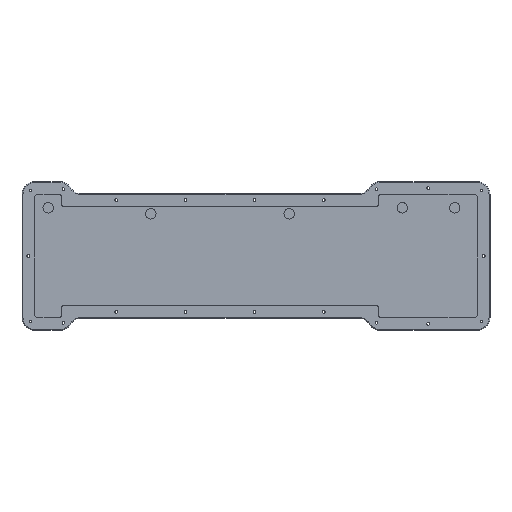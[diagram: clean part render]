
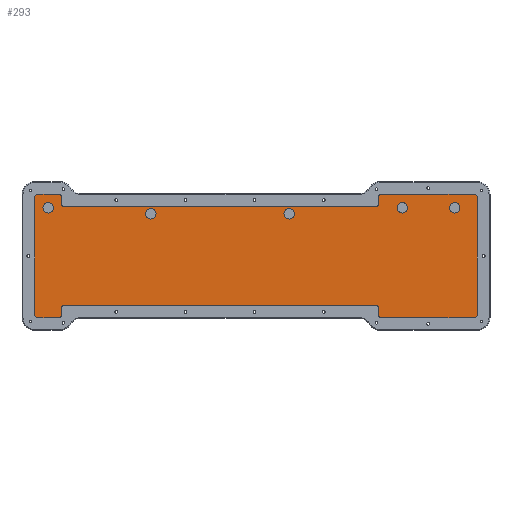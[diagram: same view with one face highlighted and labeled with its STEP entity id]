
A CAD part, top view. The second image highlights one B-rep face of the part: STEP entity #293.
In plain terms, the highlighted planar face has unit normal (0, 0, 1).
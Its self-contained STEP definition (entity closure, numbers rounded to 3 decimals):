
#27=CARTESIAN_POINT('',(0.,-0.,-6.));
#28=DIRECTION('',(0.,0.,1.));
#29=DIRECTION('',(1.,0.,0.));
#30=AXIS2_PLACEMENT_3D('',#27,#28,#29);
#31=PLANE('',#30);
#32=CARTESIAN_POINT('',(-50.755,33.328,-6.));
#33=VERTEX_POINT('',#32);
#34=CARTESIAN_POINT('',(-54.88,33.328,-6.));
#35=DIRECTION('',(0.,0.,1.));
#36=DIRECTION('',(1.,0.,-0.));
#37=AXIS2_PLACEMENT_3D('',#34,#35,#36);
#38=CIRCLE('',#37,4.125);
#39=EDGE_CURVE('',#33,#33,#38,.T.);
#40=ORIENTED_EDGE('',*,*,#39,.F.);
#41=EDGE_LOOP('',(#40));
#42=FACE_BOUND('',#41,.T.);
#43=CARTESIAN_POINT('',(59.005,33.328,-6.));
#44=VERTEX_POINT('',#43);
#45=CARTESIAN_POINT('',(54.88,33.328,-6.));
#46=DIRECTION('',(0.,0.,1.));
#47=DIRECTION('',(1.,0.,-0.));
#48=AXIS2_PLACEMENT_3D('',#45,#46,#47);
#49=CIRCLE('',#48,4.125);
#50=EDGE_CURVE('',#44,#44,#49,.T.);
#51=ORIENTED_EDGE('',*,*,#50,.F.);
#52=EDGE_LOOP('',(#51));
#53=FACE_BOUND('',#52,.T.);
#54=CARTESIAN_POINT('',(148.827,38.09,-6.));
#55=VERTEX_POINT('',#54);
#56=CARTESIAN_POINT('',(144.702,38.09,-6.));
#57=DIRECTION('',(0.,0.,1.));
#58=DIRECTION('',(1.,0.,-0.));
#59=AXIS2_PLACEMENT_3D('',#56,#57,#58);
#60=CIRCLE('',#59,4.125);
#61=EDGE_CURVE('',#55,#55,#60,.T.);
#62=ORIENTED_EDGE('',*,*,#61,.F.);
#63=EDGE_LOOP('',(#62));
#64=FACE_BOUND('',#63,.T.);
#65=CARTESIAN_POINT('',(190.441,38.09,-6.));
#66=VERTEX_POINT('',#65);
#67=CARTESIAN_POINT('',(186.316,38.09,-6.));
#68=DIRECTION('',(0.,0.,1.));
#69=DIRECTION('',(1.,0.,-0.));
#70=AXIS2_PLACEMENT_3D('',#67,#68,#69);
#71=CIRCLE('',#70,4.125);
#72=EDGE_CURVE('',#66,#66,#71,.T.);
#73=ORIENTED_EDGE('',*,*,#72,.F.);
#74=EDGE_LOOP('',(#73));
#75=FACE_BOUND('',#74,.T.);
#76=CARTESIAN_POINT('',(-132.2,38.09,-6.));
#77=VERTEX_POINT('',#76);
#78=CARTESIAN_POINT('',(-136.325,38.09,-6.));
#79=DIRECTION('',(0.,0.,1.));
#80=DIRECTION('',(1.,0.,-0.));
#81=AXIS2_PLACEMENT_3D('',#78,#79,#80);
#82=CIRCLE('',#81,4.125);
#83=EDGE_CURVE('',#77,#77,#82,.T.);
#84=ORIENTED_EDGE('',*,*,#83,.F.);
#85=EDGE_LOOP('',(#84));
#86=FACE_BOUND('',#85,.T.);
#87=CARTESIAN_POINT('',(204.25,-46.522,-6.));
#88=VERTEX_POINT('',#87);
#89=CARTESIAN_POINT('',(204.25,46.228,-6.));
#90=VERTEX_POINT('',#89);
#91=CARTESIAN_POINT('',(204.25,-46.522,-6.));
#92=DIRECTION('',(0.,1.,0.));
#93=VECTOR('',#92,92.75);
#94=LINE('',#91,#93);
#95=EDGE_CURVE('',#88,#90,#94,.T.);
#96=ORIENTED_EDGE('',*,*,#95,.T.);
#97=CARTESIAN_POINT('',(201.75,48.728,-6.));
#98=VERTEX_POINT('',#97);
#99=CARTESIAN_POINT('',(201.75,46.228,-6.));
#100=DIRECTION('',(0.,0.,1.));
#101=DIRECTION('',(1.,0.,-0.));
#102=AXIS2_PLACEMENT_3D('',#99,#100,#101);
#103=CIRCLE('',#102,2.5);
#104=EDGE_CURVE('',#90,#98,#103,.T.);
#105=ORIENTED_EDGE('',*,*,#104,.T.);
#106=CARTESIAN_POINT('',(128.05,48.728,-6.));
#107=VERTEX_POINT('',#106);
#108=CARTESIAN_POINT('',(201.75,48.728,-6.));
#109=DIRECTION('',(-1.,0.,0.));
#110=VECTOR('',#109,73.7);
#111=LINE('',#108,#110);
#112=EDGE_CURVE('',#98,#107,#111,.T.);
#113=ORIENTED_EDGE('',*,*,#112,.T.);
#114=CARTESIAN_POINT('',(125.55,46.228,-6.));
#115=VERTEX_POINT('',#114);
#116=CARTESIAN_POINT('',(128.05,46.228,-6.));
#117=DIRECTION('',(0.,0.,1.));
#118=DIRECTION('',(1.,0.,-0.));
#119=AXIS2_PLACEMENT_3D('',#116,#117,#118);
#120=CIRCLE('',#119,2.5);
#121=EDGE_CURVE('',#107,#115,#120,.T.);
#122=ORIENTED_EDGE('',*,*,#121,.T.);
#123=CARTESIAN_POINT('',(125.55,40.453,-6.));
#124=VERTEX_POINT('',#123);
#125=CARTESIAN_POINT('',(125.55,46.228,-6.));
#126=DIRECTION('',(0.,-1.,0.));
#127=VECTOR('',#126,5.775);
#128=LINE('',#125,#127);
#129=EDGE_CURVE('',#115,#124,#128,.T.);
#130=ORIENTED_EDGE('',*,*,#129,.T.);
#131=CARTESIAN_POINT('',(124.3,39.203,-6.));
#132=VERTEX_POINT('',#131);
#133=CARTESIAN_POINT('',(124.3,40.453,-6.));
#134=DIRECTION('',(-0.,-0.,-1.));
#135=DIRECTION('',(1.,0.,-0.));
#136=AXIS2_PLACEMENT_3D('',#133,#134,#135);
#137=CIRCLE('',#136,1.25);
#138=EDGE_CURVE('',#124,#132,#137,.T.);
#139=ORIENTED_EDGE('',*,*,#138,.T.);
#140=CARTESIAN_POINT('',(-124.3,39.203,-6.));
#141=VERTEX_POINT('',#140);
#142=CARTESIAN_POINT('',(124.3,39.203,-6.));
#143=DIRECTION('',(-1.,0.,0.));
#144=VECTOR('',#143,248.6);
#145=LINE('',#142,#144);
#146=EDGE_CURVE('',#132,#141,#145,.T.);
#147=ORIENTED_EDGE('',*,*,#146,.T.);
#148=CARTESIAN_POINT('',(-125.55,40.453,-6.));
#149=VERTEX_POINT('',#148);
#150=CARTESIAN_POINT('',(-124.3,40.453,-6.));
#151=DIRECTION('',(-0.,-0.,-1.));
#152=DIRECTION('',(1.,0.,-0.));
#153=AXIS2_PLACEMENT_3D('',#150,#151,#152);
#154=CIRCLE('',#153,1.25);
#155=EDGE_CURVE('',#141,#149,#154,.T.);
#156=ORIENTED_EDGE('',*,*,#155,.T.);
#157=CARTESIAN_POINT('',(-125.55,46.228,-6.));
#158=VERTEX_POINT('',#157);
#159=CARTESIAN_POINT('',(-125.55,40.453,-6.));
#160=DIRECTION('',(0.,1.,0.));
#161=VECTOR('',#160,5.775);
#162=LINE('',#159,#161);
#163=EDGE_CURVE('',#149,#158,#162,.T.);
#164=ORIENTED_EDGE('',*,*,#163,.T.);
#165=CARTESIAN_POINT('',(-128.05,48.728,-6.));
#166=VERTEX_POINT('',#165);
#167=CARTESIAN_POINT('',(-128.05,46.228,-6.));
#168=DIRECTION('',(0.,0.,1.));
#169=DIRECTION('',(1.,0.,-0.));
#170=AXIS2_PLACEMENT_3D('',#167,#168,#169);
#171=CIRCLE('',#170,2.5);
#172=EDGE_CURVE('',#158,#166,#171,.T.);
#173=ORIENTED_EDGE('',*,*,#172,.T.);
#174=CARTESIAN_POINT('',(-144.6,48.728,-6.));
#175=VERTEX_POINT('',#174);
#176=CARTESIAN_POINT('',(-128.05,48.728,-6.));
#177=DIRECTION('',(-1.,0.,0.));
#178=VECTOR('',#177,16.55);
#179=LINE('',#176,#178);
#180=EDGE_CURVE('',#166,#175,#179,.T.);
#181=ORIENTED_EDGE('',*,*,#180,.T.);
#182=CARTESIAN_POINT('',(-147.1,46.228,-6.));
#183=VERTEX_POINT('',#182);
#184=CARTESIAN_POINT('',(-144.6,46.228,-6.));
#185=DIRECTION('',(0.,0.,1.));
#186=DIRECTION('',(1.,0.,-0.));
#187=AXIS2_PLACEMENT_3D('',#184,#185,#186);
#188=CIRCLE('',#187,2.5);
#189=EDGE_CURVE('',#175,#183,#188,.T.);
#190=ORIENTED_EDGE('',*,*,#189,.T.);
#191=CARTESIAN_POINT('',(-147.1,-46.522,-6.));
#192=VERTEX_POINT('',#191);
#193=CARTESIAN_POINT('',(-147.1,46.228,-6.));
#194=DIRECTION('',(0.,-1.,0.));
#195=VECTOR('',#194,92.75);
#196=LINE('',#193,#195);
#197=EDGE_CURVE('',#183,#192,#196,.T.);
#198=ORIENTED_EDGE('',*,*,#197,.T.);
#199=CARTESIAN_POINT('',(-144.6,-49.022,-6.));
#200=VERTEX_POINT('',#199);
#201=CARTESIAN_POINT('',(-144.6,-46.522,-6.));
#202=DIRECTION('',(0.,0.,1.));
#203=DIRECTION('',(1.,0.,-0.));
#204=AXIS2_PLACEMENT_3D('',#201,#202,#203);
#205=CIRCLE('',#204,2.5);
#206=EDGE_CURVE('',#192,#200,#205,.T.);
#207=ORIENTED_EDGE('',*,*,#206,.T.);
#208=CARTESIAN_POINT('',(-128.05,-49.022,-6.));
#209=VERTEX_POINT('',#208);
#210=CARTESIAN_POINT('',(-144.6,-49.022,-6.));
#211=DIRECTION('',(1.,0.,-0.));
#212=VECTOR('',#211,16.55);
#213=LINE('',#210,#212);
#214=EDGE_CURVE('',#200,#209,#213,.T.);
#215=ORIENTED_EDGE('',*,*,#214,.T.);
#216=CARTESIAN_POINT('',(-125.55,-46.522,-6.));
#217=VERTEX_POINT('',#216);
#218=CARTESIAN_POINT('',(-128.05,-46.522,-6.));
#219=DIRECTION('',(0.,0.,1.));
#220=DIRECTION('',(1.,0.,-0.));
#221=AXIS2_PLACEMENT_3D('',#218,#219,#220);
#222=CIRCLE('',#221,2.5);
#223=EDGE_CURVE('',#209,#217,#222,.T.);
#224=ORIENTED_EDGE('',*,*,#223,.T.);
#225=CARTESIAN_POINT('',(-125.55,-40.747,-6.));
#226=VERTEX_POINT('',#225);
#227=CARTESIAN_POINT('',(-125.55,-46.522,-6.));
#228=DIRECTION('',(0.,1.,0.));
#229=VECTOR('',#228,5.775);
#230=LINE('',#227,#229);
#231=EDGE_CURVE('',#217,#226,#230,.T.);
#232=ORIENTED_EDGE('',*,*,#231,.T.);
#233=CARTESIAN_POINT('',(-124.3,-39.497,-6.));
#234=VERTEX_POINT('',#233);
#235=CARTESIAN_POINT('',(-124.3,-40.747,-6.));
#236=DIRECTION('',(-0.,-0.,-1.));
#237=DIRECTION('',(1.,0.,-0.));
#238=AXIS2_PLACEMENT_3D('',#235,#236,#237);
#239=CIRCLE('',#238,1.25);
#240=EDGE_CURVE('',#226,#234,#239,.T.);
#241=ORIENTED_EDGE('',*,*,#240,.T.);
#242=CARTESIAN_POINT('',(124.3,-39.497,-6.));
#243=VERTEX_POINT('',#242);
#244=CARTESIAN_POINT('',(124.3,-39.497,-6.));
#245=DIRECTION('',(-1.,0.,0.));
#246=VECTOR('',#245,248.6);
#247=LINE('',#244,#246);
#248=EDGE_CURVE('',#243,#234,#247,.T.);
#249=ORIENTED_EDGE('',*,*,#248,.F.);
#250=CARTESIAN_POINT('',(125.55,-40.747,-6.));
#251=VERTEX_POINT('',#250);
#252=CARTESIAN_POINT('',(124.3,-40.747,-6.));
#253=DIRECTION('',(-0.,-0.,-1.));
#254=DIRECTION('',(1.,0.,-0.));
#255=AXIS2_PLACEMENT_3D('',#252,#253,#254);
#256=CIRCLE('',#255,1.25);
#257=EDGE_CURVE('',#243,#251,#256,.T.);
#258=ORIENTED_EDGE('',*,*,#257,.T.);
#259=CARTESIAN_POINT('',(125.55,-46.522,-6.));
#260=VERTEX_POINT('',#259);
#261=CARTESIAN_POINT('',(125.55,-40.747,-6.));
#262=DIRECTION('',(0.,-1.,0.));
#263=VECTOR('',#262,5.775);
#264=LINE('',#261,#263);
#265=EDGE_CURVE('',#251,#260,#264,.T.);
#266=ORIENTED_EDGE('',*,*,#265,.T.);
#267=CARTESIAN_POINT('',(128.05,-49.022,-6.));
#268=VERTEX_POINT('',#267);
#269=CARTESIAN_POINT('',(128.05,-46.522,-6.));
#270=DIRECTION('',(0.,0.,1.));
#271=DIRECTION('',(1.,0.,-0.));
#272=AXIS2_PLACEMENT_3D('',#269,#270,#271);
#273=CIRCLE('',#272,2.5);
#274=EDGE_CURVE('',#260,#268,#273,.T.);
#275=ORIENTED_EDGE('',*,*,#274,.T.);
#276=CARTESIAN_POINT('',(201.75,-49.022,-6.));
#277=VERTEX_POINT('',#276);
#278=CARTESIAN_POINT('',(128.05,-49.022,-6.));
#279=DIRECTION('',(1.,0.,-0.));
#280=VECTOR('',#279,73.7);
#281=LINE('',#278,#280);
#282=EDGE_CURVE('',#268,#277,#281,.T.);
#283=ORIENTED_EDGE('',*,*,#282,.T.);
#284=CARTESIAN_POINT('',(201.75,-46.522,-6.));
#285=DIRECTION('',(0.,0.,1.));
#286=DIRECTION('',(1.,0.,-0.));
#287=AXIS2_PLACEMENT_3D('',#284,#285,#286);
#288=CIRCLE('',#287,2.5);
#289=EDGE_CURVE('',#277,#88,#288,.T.);
#290=ORIENTED_EDGE('',*,*,#289,.T.);
#291=EDGE_LOOP('',(#96,#105,#113,#122,#130,#139,#147,#156,#164,#173,#181,#190,#198,#207,#215,#224,#232,#241,#249,#258,#266,#275,#283,#290));
#292=FACE_BOUND('',#291,.T.);
#293=ADVANCED_FACE('',(#42,#53,#64,#75,#86,#292),#31,.T.);
